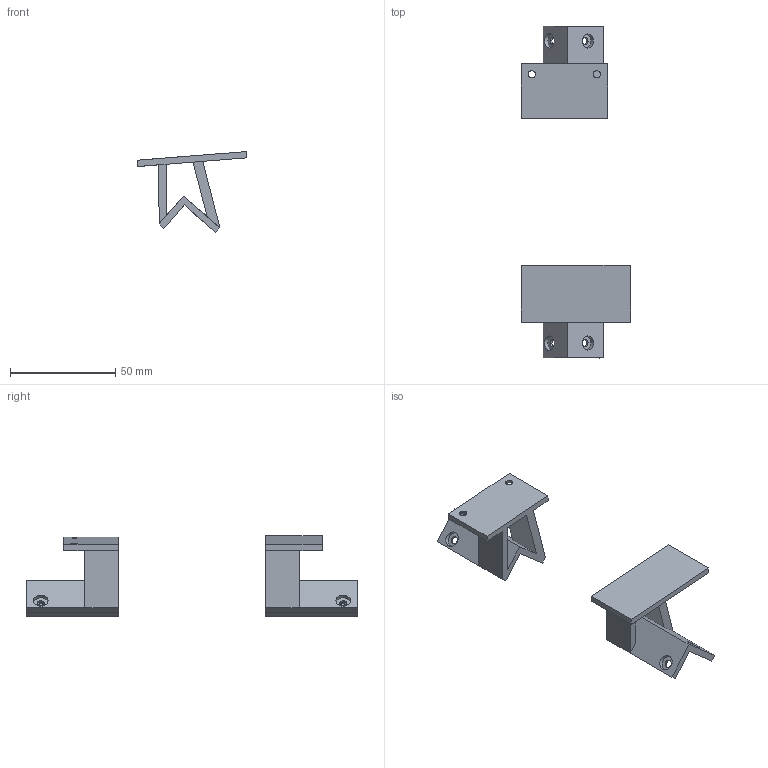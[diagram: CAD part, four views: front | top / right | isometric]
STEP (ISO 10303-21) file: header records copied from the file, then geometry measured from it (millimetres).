
FILE_DESCRIPTION(/* description */ (''),/* implementation_level */ '2;1');
FILE_NAME(/* name */ 'MSU mount.step',/* time_stamp */ '2021-01-28T00:29:10-05:00',/* author */ (''),/* organization */ (''),/* preprocessor_version */ 'ST-DEVELOPER v18.1',/* originating_system */ 'Autodesk Translation Framework v9.7.1.1290',/* authorisation */ '');
FILE_SCHEMA (('AUTOMOTIVE_DESIGN { 1 0 10303 214 3 1 1 }'));
Length unit declared in the file: millimetre
Products named in the file (1): MSU mount
Bounding box: 52.11 x 158 x 38.49 mm (x, y, z)
Volume: 24151 mm3; surface area: 17442.1 mm2
Topology: 2 solids, 2 shells, 56 faces, 140 edges, 92 vertices
Faces by surface type: plane 44, cylinder 12
Full cylindrical faces by diameter (mm): 3.5 x6, 7 x6
Entity records: 1720 total; most frequent: CARTESIAN_POINT 289, ORIENTED_EDGE 280, DIRECTION 278, EDGE_CURVE 140, LINE 116, VECTOR 116, VERTEX_POINT 92, AXIS2_PLACEMENT_3D 81
